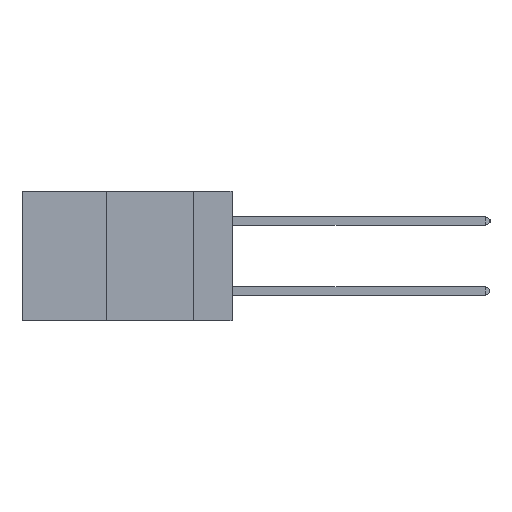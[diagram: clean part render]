
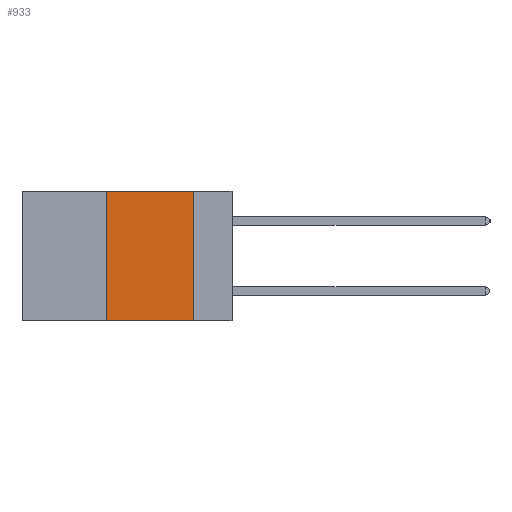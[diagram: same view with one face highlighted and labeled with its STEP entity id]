
A CAD part, left-side view. The second image highlights one B-rep face of the part: STEP entity #933.
In plain terms, the highlighted planar face has unit normal (-1, 0, 0).
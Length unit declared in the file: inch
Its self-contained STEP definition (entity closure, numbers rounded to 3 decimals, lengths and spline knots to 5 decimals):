
#51 = LINE ( 'NONE', #6474, #8193 ) ;
#506 = DIRECTION ( 'NONE',  ( 0., -1., 0. ) ) ;
#933 = ADVANCED_FACE ( 'NONE', ( #8411 ), #7192, .F. ) ;
#990 = AXIS2_PLACEMENT_3D ( 'NONE', #8027, #9779, #6366 ) ;
#1471 = VERTEX_POINT ( 'NONE', #2069 ) ;
#2069 = CARTESIAN_POINT ( 'NONE',  ( 0., 0.11, -0.37 ) ) ;
#2146 = ORIENTED_EDGE ( 'NONE', *, *, #9442, .T. ) ;
#2507 = CARTESIAN_POINT ( 'NONE',  ( 0., 0.36, -0.37 ) ) ;
#2514 = EDGE_LOOP ( 'NONE', ( #3622, #4222, #11792, #2146 ) ) ;
#2548 = VERTEX_POINT ( 'NONE', #10225 ) ;
#3622 = ORIENTED_EDGE ( 'NONE', *, *, #13008, .F. ) ;
#4222 = ORIENTED_EDGE ( 'NONE', *, *, #5891, .F. ) ;
#5430 = CARTESIAN_POINT ( 'NONE',  ( 0., 0.11, 0. ) ) ;
#5442 = DIRECTION ( 'NONE',  ( 0., -1., 0. ) ) ;
#5476 = CARTESIAN_POINT ( 'NONE',  ( 0., 0.11, 0. ) ) ;
#5508 = LINE ( 'NONE', #10541, #7927 ) ;
#5844 = VECTOR ( 'NONE', #7400, 39.37008 ) ;
#5891 = EDGE_CURVE ( 'NONE', #2548, #10022, #51, .T. ) ;
#6247 = VECTOR ( 'NONE', #6555, 39.37008 ) ;
#6366 = DIRECTION ( 'NONE',  ( 0., 0., -1. ) ) ;
#6474 = CARTESIAN_POINT ( 'NONE',  ( 0., 0.6, 0. ) ) ;
#6555 = DIRECTION ( 'NONE',  ( 0., 0., -1. ) ) ;
#7192 = PLANE ( 'NONE',  #990 ) ;
#7400 = DIRECTION ( 'NONE',  ( 0., 0., 1. ) ) ;
#7927 = VECTOR ( 'NONE', #5442, 39.37008 ) ;
#8027 = CARTESIAN_POINT ( 'NONE',  ( 0., 0.6, 0. ) ) ;
#8193 = VECTOR ( 'NONE', #506, 39.37008 ) ;
#8373 = CARTESIAN_POINT ( 'NONE',  ( 0., 0.36, 0. ) ) ;
#8411 = FACE_OUTER_BOUND ( 'NONE', #2514, .T. ) ;
#9442 = EDGE_CURVE ( 'NONE', #13382, #1471, #5508, .T. ) ;
#9779 = DIRECTION ( 'NONE',  ( 1., 0., 0. ) ) ;
#9909 = EDGE_CURVE ( 'NONE', #13382, #2548, #13867, .T. ) ;
#10022 = VERTEX_POINT ( 'NONE', #5430 ) ;
#10225 = CARTESIAN_POINT ( 'NONE',  ( 0., 0.36, 0. ) ) ;
#10541 = CARTESIAN_POINT ( 'NONE',  ( 0., 0.6, -0.37 ) ) ;
#11792 = ORIENTED_EDGE ( 'NONE', *, *, #9909, .F. ) ;
#13008 = EDGE_CURVE ( 'NONE', #10022, #1471, #13935, .T. ) ;
#13382 = VERTEX_POINT ( 'NONE', #2507 ) ;
#13867 = LINE ( 'NONE', #8373, #5844 ) ;
#13935 = LINE ( 'NONE', #5476, #6247 ) ;
